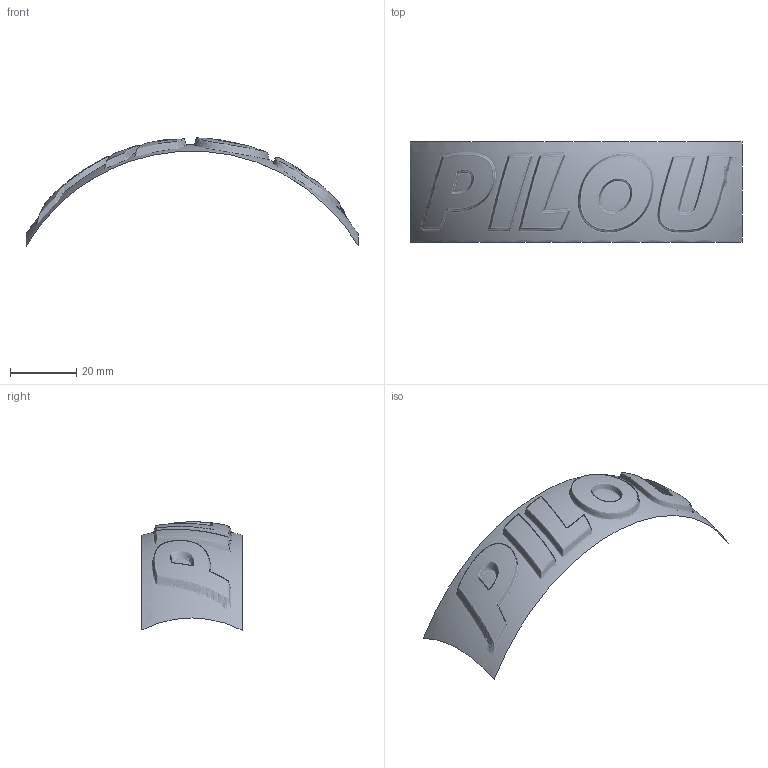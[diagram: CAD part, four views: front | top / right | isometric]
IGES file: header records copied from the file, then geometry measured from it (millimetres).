
Global section: file name: 41Hsrf.igs; native system: jim; preprocessor: version1.0; date: 190325.120000; units: millimetre
Bounding box: 100 x 30.2 x 32.64 mm (x, y, z)
Surface area: 4252.3 mm2 (no closed solid volume)
Topology: 0 solids, 0 shells, 1 faces, 4 edges, 4 vertices
Faces by surface type: bspline 1
